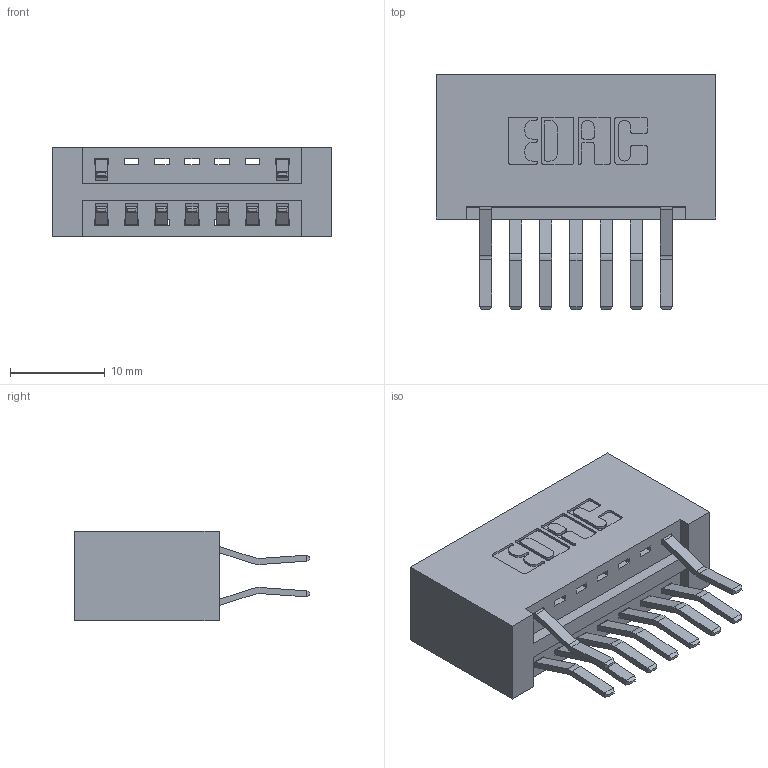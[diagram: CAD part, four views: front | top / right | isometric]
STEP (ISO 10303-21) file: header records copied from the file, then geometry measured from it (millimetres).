
FILE_DESCRIPTION (( 'STEP AP203' ), '1' );
FILE_NAME ('346-014-560-201.STEP', '2018-08-20T02:13:15', ( '' ), ( '' ), 'SwSTEP 2.0', 'SolidWorks 2016', '' );
FILE_SCHEMA (( 'CONFIG_CONTROL_DESIGN' ));
Length unit declared in the file: inch
Products named in the file (3): 345-292-001_560 Tail; 346-014-560-201; 346 Part_No Mounting Lugs
Assembly tree (10 placements, depth 2):
  346-014-560-201
    346 Part_No Mounting Lugs
    345-292-001_560 Tail  x9
Bounding box: 29.46 x 24.78 x 9.4 mm (x, y, z)
Volume: 3188.6 mm3; surface area: 3893.9 mm2
Topology: 10 solids, 10 shells, 630 faces, 1859 edges, 1226 vertices
Faces by surface type: plane 412, cylinder 218
Entity records: 8931 total; most frequent: CARTESIAN_POINT 1539, ORIENTED_EDGE 1478, DIRECTION 1401, EDGE_CURVE 739, LINE 583, VECTOR 583, VERTEX_POINT 490, AXIS2_PLACEMENT_3D 409
